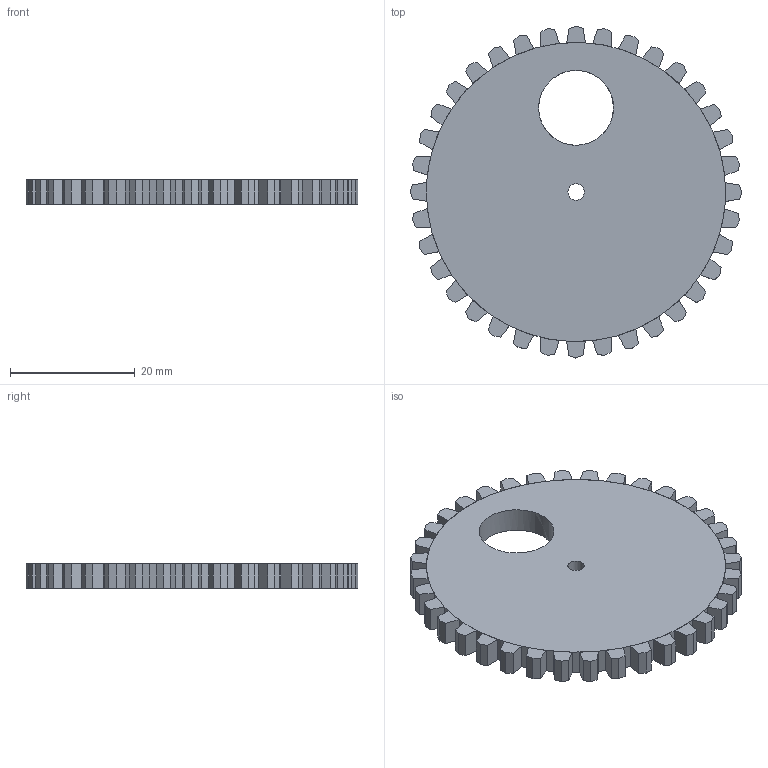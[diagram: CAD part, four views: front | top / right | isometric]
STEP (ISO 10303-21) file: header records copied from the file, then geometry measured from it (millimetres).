
FILE_DESCRIPTION(('HOOPS Exchange Step'),'2;1');
FILE_NAME('temp_export','2023-08-11T09:11:32-05:00',('mobile'),('Shapr3D Limited'),'HOOPS Exchange 2023.1','Shapr3D','Authorized');
FILE_SCHEMA( ('AUTOMOTIVE_DESIGN { 1 0 10303 214 1 1 1 1 }') );
Length unit declared in the file: millimetre
Products named in the file (3): Folder 01 (2); Top Gear; root
Assembly tree (2 placements, depth 3):
  root
    Top Gear
      Folder 01 (2)
Bounding box: 53.25 x 53.25 x 4 mm (x, y, z)
Volume: 7689.8 mm3; surface area: 6076.3 mm2
Topology: 37 solids, 37 shells, 258 faces, 558 edges, 374 vertices
Faces by surface type: plane 218, extrusion 39, cylinder 1
Full cylindrical faces by diameter (mm): 2.625 x1
Entity records: 7129 total; most frequent: CARTESIAN_POINT 1697, ORIENTED_EDGE 1116, DIRECTION 963, EDGE_CURVE 558, VECTOR 511, LINE 472, VERTEX_POINT 374, EDGE_LOOP 262
